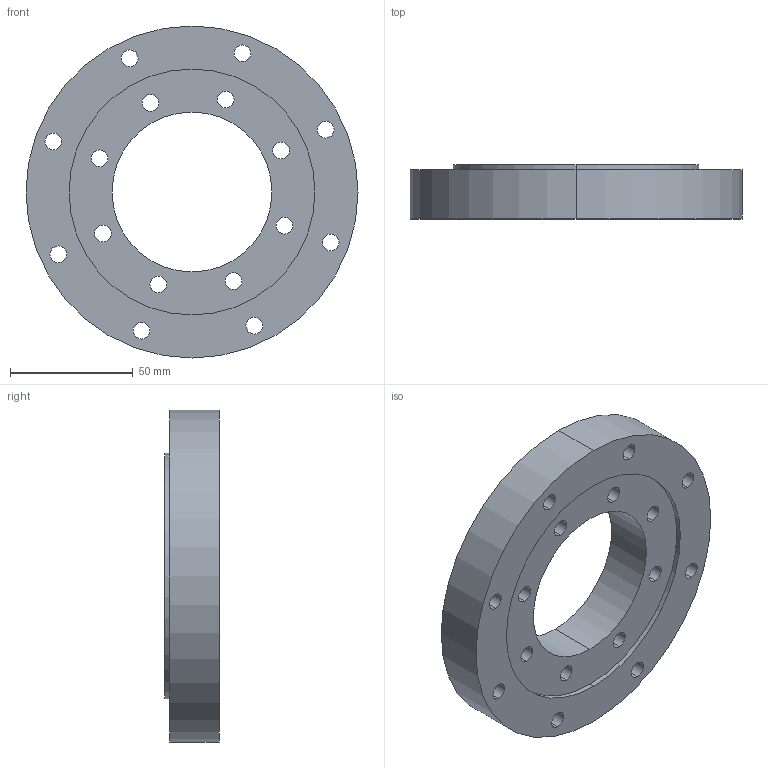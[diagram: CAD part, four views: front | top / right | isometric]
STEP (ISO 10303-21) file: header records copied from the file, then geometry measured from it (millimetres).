
FILE_DESCRIPTION (( 'STEP AP203' ), '1' );
FILE_NAME ('010.10.100.STEP', '2023-05-31T14:36:13', ( 'Windows 蚚誧' ), ( 'Organization' ), 'SwSTEP 2.0', 'SolidWorks 2023', '' );
FILE_SCHEMA (( 'CONFIG_CONTROL_DESIGN' ));
Length unit declared in the file: millimetre
Products named in the file (1): 010.10.100
Bounding box: 135 x 22 x 135 mm (x, y, z)
Volume: 183616 mm3; surface area: 56384.1 mm2
Topology: 2 solids, 2 shells, 106 faces, 1375 edges, 1325 vertices
Faces by surface type: plane 56, cylinder 44, torus 6
Entity records: 17358 total; most frequent: CARTESIAN_POINT 7519, ORIENTED_EDGE 2750, EDGE_CURVE 1375, VERTEX_POINT 1325, DIRECTION 1267, VECTOR 861, LINE 861, B_SPLINE_CURVE_WITH_KNOTS 418
